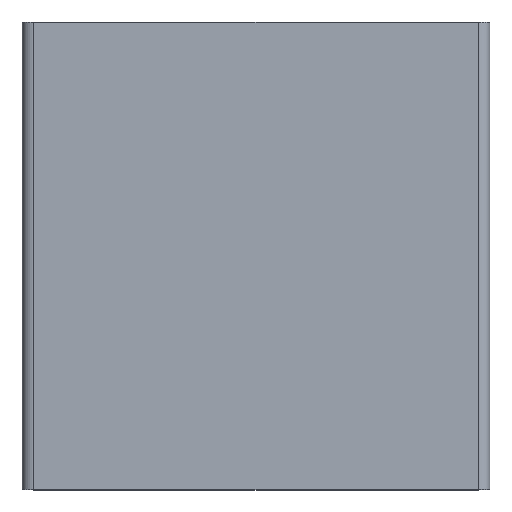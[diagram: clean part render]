
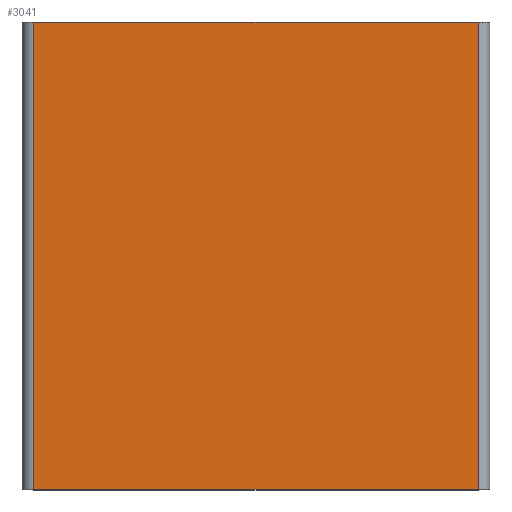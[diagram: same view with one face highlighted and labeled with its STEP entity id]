
A CAD part, top view. The second image highlights one B-rep face of the part: STEP entity #3041.
In plain terms, the highlighted planar face has unit normal (0, 0, 1).
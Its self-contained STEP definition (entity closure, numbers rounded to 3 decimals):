
#118=PLANE('',#3331);
#236=FACE_OUTER_BOUND('',#424,.T.);
#424=EDGE_LOOP('',(#2539,#2540,#2541,#2542));
#698=LINE('',#4995,#982);
#699=LINE('',#4999,#983);
#700=LINE('',#5001,#984);
#701=LINE('',#5002,#985);
#982=VECTOR('',#4054,101.6);
#983=VECTOR('',#4059,96.52);
#984=VECTOR('',#4060,101.6);
#985=VECTOR('',#4061,96.52);
#1467=VERTEX_POINT('',#4992);
#1468=VERTEX_POINT('',#4994);
#1469=VERTEX_POINT('',#4998);
#1470=VERTEX_POINT('',#5000);
#1852=EDGE_CURVE('',#1468,#1467,#698,.F.);
#1854=EDGE_CURVE('',#1469,#1467,#699,.T.);
#1855=EDGE_CURVE('',#1469,#1470,#700,.T.);
#1856=EDGE_CURVE('',#1470,#1468,#701,.T.);
#2539=ORIENTED_EDGE('',*,*,#1854,.F.);
#2540=ORIENTED_EDGE('',*,*,#1855,.T.);
#2541=ORIENTED_EDGE('',*,*,#1856,.T.);
#2542=ORIENTED_EDGE('',*,*,#1852,.T.);
#3041=ADVANCED_FACE('',(#236),#118,.F.);
#3331=AXIS2_PLACEMENT_3D('',#4997,#4057,#4058);
#4054=DIRECTION('',(0.,-1.,0.));
#4057=DIRECTION('center_axis',(0.,0.,-1.));
#4058=DIRECTION('ref_axis',(-1.,0.,0.));
#4059=DIRECTION('',(1.,0.,0.));
#4060=DIRECTION('',(0.,-1.,0.));
#4061=DIRECTION('',(1.,0.,0.));
#4992=CARTESIAN_POINT('',(99.06,101.6,63.5));
#4994=CARTESIAN_POINT('',(99.06,0.,63.5));
#4995=CARTESIAN_POINT('',(99.06,101.6,63.5));
#4997=CARTESIAN_POINT('Origin',(0.,101.6,63.5));
#4998=CARTESIAN_POINT('',(2.54,101.6,63.5));
#4999=CARTESIAN_POINT('',(2.54,101.6,63.5));
#5000=CARTESIAN_POINT('',(2.54,0.,63.5));
#5001=CARTESIAN_POINT('',(2.54,101.6,63.5));
#5002=CARTESIAN_POINT('',(2.54,0.,63.5));
